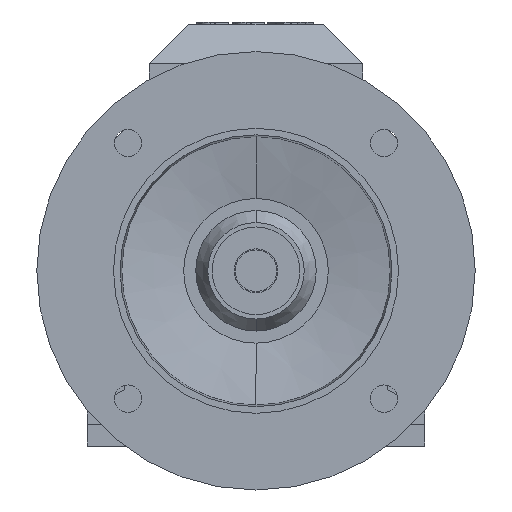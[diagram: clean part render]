
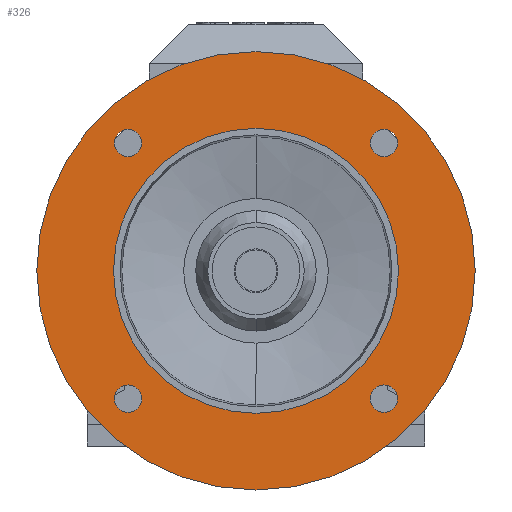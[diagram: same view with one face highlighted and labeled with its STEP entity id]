
A CAD part, front view. The second image highlights one B-rep face of the part: STEP entity #326.
In plain terms, the highlighted planar face has unit normal (0, -1, 0).
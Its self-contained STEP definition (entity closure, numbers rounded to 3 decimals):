
#68=PLANE('',#3916);
#225=FACE_BOUND('',#764,.T.);
#226=FACE_BOUND('',#765,.T.);
#227=FACE_BOUND('',#766,.T.);
#228=FACE_BOUND('',#767,.T.);
#229=FACE_BOUND('',#768,.T.);
#230=FACE_BOUND('',#769,.T.);
#326=ADVANCED_FACE('',(#225,#226,#227,#228,#229,#230),#68,.T.);
#764=EDGE_LOOP('',(#1237,#1238));
#765=EDGE_LOOP('',(#1239,#1240));
#766=EDGE_LOOP('',(#1241,#1242));
#767=EDGE_LOOP('',(#1243,#1244));
#768=EDGE_LOOP('',(#1245,#1246));
#769=EDGE_LOOP('',(#1247,#1248));
#991=CIRCLE('',#3842,65.);
#1007=CIRCLE('',#3865,100.);
#1008=CIRCLE('',#3867,6.25);
#1010=CIRCLE('',#3870,6.25);
#1012=CIRCLE('',#3873,6.25);
#1014=CIRCLE('',#3876,6.25);
#1017=CIRCLE('',#3880,6.25);
#1019=CIRCLE('',#3883,6.25);
#1021=CIRCLE('',#3886,6.25);
#1023=CIRCLE('',#3889,6.25);
#1024=CIRCLE('',#3891,100.);
#1036=CIRCLE('',#3914,65.);
#1237=ORIENTED_EDGE('',*,*,#2568,.F.);
#1238=ORIENTED_EDGE('',*,*,#2543,.F.);
#1239=ORIENTED_EDGE('',*,*,#2561,.T.);
#1240=ORIENTED_EDGE('',*,*,#2557,.T.);
#1241=ORIENTED_EDGE('',*,*,#2563,.T.);
#1242=ORIENTED_EDGE('',*,*,#2553,.T.);
#1243=ORIENTED_EDGE('',*,*,#2565,.T.);
#1244=ORIENTED_EDGE('',*,*,#2549,.T.);
#1245=ORIENTED_EDGE('',*,*,#2567,.T.);
#1246=ORIENTED_EDGE('',*,*,#2545,.T.);
#1247=ORIENTED_EDGE('',*,*,#2580,.T.);
#1248=ORIENTED_EDGE('',*,*,#2514,.T.);
#2167=VERTEX_POINT('',#5218);
#2169=VERTEX_POINT('',#5221);
#2191=VERTEX_POINT('',#5276);
#2193=VERTEX_POINT('',#5280);
#2194=VERTEX_POINT('',#5284);
#2196=VERTEX_POINT('',#5287);
#2199=VERTEX_POINT('',#5294);
#2200=VERTEX_POINT('',#5296);
#2203=VERTEX_POINT('',#5303);
#2204=VERTEX_POINT('',#5305);
#2206=VERTEX_POINT('',#5311);
#2208=VERTEX_POINT('',#5314);
#2514=EDGE_CURVE('',#2169,#2167,#991,.T.);
#2543=EDGE_CURVE('',#2193,#2191,#1007,.T.);
#2545=EDGE_CURVE('',#2196,#2194,#1008,.T.);
#2549=EDGE_CURVE('',#2200,#2199,#1010,.T.);
#2553=EDGE_CURVE('',#2204,#2203,#1012,.T.);
#2557=EDGE_CURVE('',#2208,#2206,#1014,.T.);
#2561=EDGE_CURVE('',#2206,#2208,#1017,.T.);
#2563=EDGE_CURVE('',#2203,#2204,#1019,.T.);
#2565=EDGE_CURVE('',#2199,#2200,#1021,.T.);
#2567=EDGE_CURVE('',#2194,#2196,#1023,.T.);
#2568=EDGE_CURVE('',#2191,#2193,#1024,.T.);
#2580=EDGE_CURVE('',#2167,#2169,#1036,.T.);
#3842=AXIS2_PLACEMENT_3D('',#5220,#4205,#4206);
#3865=AXIS2_PLACEMENT_3D('',#5281,#4264,#4265);
#3867=AXIS2_PLACEMENT_3D('',#5286,#4269,#4270);
#3870=AXIS2_PLACEMENT_3D('',#5295,#4277,#4278);
#3873=AXIS2_PLACEMENT_3D('',#5304,#4285,#4286);
#3876=AXIS2_PLACEMENT_3D('',#5313,#4293,#4294);
#3880=AXIS2_PLACEMENT_3D('',#5320,#4302,#4303);
#3883=AXIS2_PLACEMENT_3D('',#5323,#4308,#4309);
#3886=AXIS2_PLACEMENT_3D('',#5326,#4314,#4315);
#3889=AXIS2_PLACEMENT_3D('',#5329,#4320,#4321);
#3891=AXIS2_PLACEMENT_3D('',#5331,#4324,#4325);
#3914=AXIS2_PLACEMENT_3D('',#5354,#4370,#4371);
#3916=AXIS2_PLACEMENT_3D('',#5356,#4374,#4375);
#4205=DIRECTION('',(0.,1.,0.));
#4206=DIRECTION('',(0.,0.,1.));
#4264=DIRECTION('',(0.,1.,0.));
#4265=DIRECTION('',(0.,0.,1.));
#4269=DIRECTION('',(0.,1.,0.));
#4270=DIRECTION('',(1.,0.,0.));
#4277=DIRECTION('',(0.,1.,0.));
#4278=DIRECTION('',(0.,0.,-1.));
#4285=DIRECTION('',(0.,1.,0.));
#4286=DIRECTION('',(-1.,0.,0.));
#4293=DIRECTION('',(0.,1.,0.));
#4294=DIRECTION('',(0.,0.,1.));
#4302=DIRECTION('',(0.,1.,0.));
#4303=DIRECTION('',(0.,0.,1.));
#4308=DIRECTION('',(0.,1.,0.));
#4309=DIRECTION('',(-1.,0.,0.));
#4314=DIRECTION('',(0.,1.,0.));
#4315=DIRECTION('',(0.,0.,-1.));
#4320=DIRECTION('',(0.,1.,0.));
#4321=DIRECTION('',(1.,0.,0.));
#4324=DIRECTION('',(0.,1.,0.));
#4325=DIRECTION('',(0.,0.,1.));
#4370=DIRECTION('',(0.,1.,0.));
#4371=DIRECTION('',(0.,0.,1.));
#4374=DIRECTION('',(0.,-1.,0.));
#4375=DIRECTION('',(0.,0.,1.));
#5218=CARTESIAN_POINT('',(0.,-195.,65.));
#5220=CARTESIAN_POINT('',(0.,-195.,0.));
#5221=CARTESIAN_POINT('',(0.,-195.,-65.));
#5276=CARTESIAN_POINT('',(0.,-195.,100.));
#5280=CARTESIAN_POINT('',(0.,-195.,-100.));
#5281=CARTESIAN_POINT('',(0.,-195.,0.));
#5284=CARTESIAN_POINT('',(64.586,-195.,58.336));
#5286=CARTESIAN_POINT('',(58.336,-195.,58.336));
#5287=CARTESIAN_POINT('',(52.086,-195.,58.336));
#5294=CARTESIAN_POINT('',(58.336,-195.,-64.586));
#5295=CARTESIAN_POINT('',(58.336,-195.,-58.336));
#5296=CARTESIAN_POINT('',(58.336,-195.,-52.086));
#5303=CARTESIAN_POINT('',(-64.586,-195.,-58.336));
#5304=CARTESIAN_POINT('',(-58.336,-195.,-58.336));
#5305=CARTESIAN_POINT('',(-52.086,-195.,-58.336));
#5311=CARTESIAN_POINT('',(-58.336,-195.,64.586));
#5313=CARTESIAN_POINT('',(-58.336,-195.,58.336));
#5314=CARTESIAN_POINT('',(-58.336,-195.,52.086));
#5320=CARTESIAN_POINT('',(-58.336,-195.,58.336));
#5323=CARTESIAN_POINT('',(-58.336,-195.,-58.336));
#5326=CARTESIAN_POINT('',(58.336,-195.,-58.336));
#5329=CARTESIAN_POINT('',(58.336,-195.,58.336));
#5331=CARTESIAN_POINT('',(0.,-195.,0.));
#5354=CARTESIAN_POINT('',(0.,-195.,0.));
#5356=CARTESIAN_POINT('',(0.,-195.,82.5));
